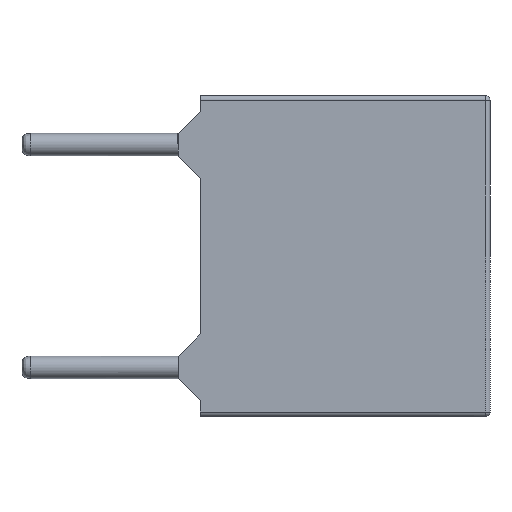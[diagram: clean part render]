
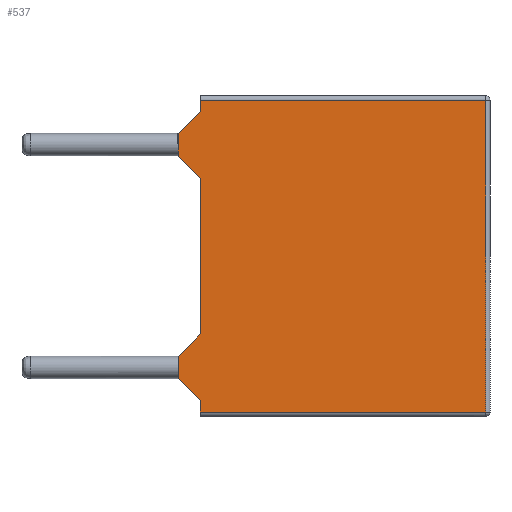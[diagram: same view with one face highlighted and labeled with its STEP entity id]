
A CAD part, front view. The second image highlights one B-rep face of the part: STEP entity #537.
In plain terms, the highlighted planar face has unit normal (0, -1, 0).
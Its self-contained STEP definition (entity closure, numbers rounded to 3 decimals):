
#16=PLANE('',#1220);
#59=B_SPLINE_CURVE_WITH_KNOTS('',1,(#1676,#1677),.UNSPECIFIED.,.F.,.F.,
(2,2),(0.,3.488),.UNSPECIFIED.);
#60=B_SPLINE_CURVE_WITH_KNOTS('',1,(#1678,#1679),.UNSPECIFIED.,.F.,.F.,
(2,2),(0.,0.707),.UNSPECIFIED.);
#61=B_SPLINE_CURVE_WITH_KNOTS('',1,(#1680,#1681),.UNSPECIFIED.,.F.,.F.,
(2,2),(0.,0.501),.UNSPECIFIED.);
#62=B_SPLINE_CURVE_WITH_KNOTS('',1,(#1682,#1683),.UNSPECIFIED.,.F.,.F.,
(2,2),(-0.707,0.),.UNSPECIFIED.);
#63=B_SPLINE_CURVE_WITH_KNOTS('',1,(#1684,#1685),.UNSPECIFIED.,.F.,.F.,
(2,2),(-0.25,0.),.UNSPECIFIED.);
#64=B_SPLINE_CURVE_WITH_KNOTS('',1,(#1686,#1687),.UNSPECIFIED.,.F.,.F.,
(2,2),(0.,6.4),.UNSPECIFIED.);
#65=B_SPLINE_CURVE_WITH_KNOTS('',1,(#1688,#1689),.UNSPECIFIED.,.F.,.F.,
(2,2),(0.,7.),.UNSPECIFIED.);
#66=B_SPLINE_CURVE_WITH_KNOTS('',1,(#1690,#1691),.UNSPECIFIED.,.F.,.F.,
(2,2),(0.,6.4),.UNSPECIFIED.);
#67=B_SPLINE_CURVE_WITH_KNOTS('',1,(#1692,#1693),.UNSPECIFIED.,.F.,.F.,
(2,2),(-0.25,0.),.UNSPECIFIED.);
#68=B_SPLINE_CURVE_WITH_KNOTS('',1,(#1694,#1695),.UNSPECIFIED.,.F.,.F.,
(2,2),(-0.707,0.),.UNSPECIFIED.);
#69=B_SPLINE_CURVE_WITH_KNOTS('',1,(#1696,#1697),.UNSPECIFIED.,.F.,.F.,
(2,2),(-0.511,0.),.UNSPECIFIED.);
#70=B_SPLINE_CURVE_WITH_KNOTS('',1,(#1698,#1699),.UNSPECIFIED.,.F.,.F.,
(2,2),(0.,0.707),.UNSPECIFIED.);
#537=ADVANCED_FACE('',(#573),#16,.T.);
#573=FACE_OUTER_BOUND('',#609,.T.);
#609=EDGE_LOOP('',(#685,#686,#687,#688,#689,#690,#691,#692,#693,#694,#695,
#696));
#685=ORIENTED_EDGE('',*,*,#845,.T.);
#686=ORIENTED_EDGE('',*,*,#846,.T.);
#687=ORIENTED_EDGE('',*,*,#847,.T.);
#688=ORIENTED_EDGE('',*,*,#848,.T.);
#689=ORIENTED_EDGE('',*,*,#849,.T.);
#690=ORIENTED_EDGE('',*,*,#850,.T.);
#691=ORIENTED_EDGE('',*,*,#851,.T.);
#692=ORIENTED_EDGE('',*,*,#852,.T.);
#693=ORIENTED_EDGE('',*,*,#853,.T.);
#694=ORIENTED_EDGE('',*,*,#854,.T.);
#695=ORIENTED_EDGE('',*,*,#855,.T.);
#696=ORIENTED_EDGE('',*,*,#856,.T.);
#845=EDGE_CURVE('',#1065,#1066,#59,.T.);
#846=EDGE_CURVE('',#1066,#1067,#60,.T.);
#847=EDGE_CURVE('',#1067,#1068,#61,.T.);
#848=EDGE_CURVE('',#1068,#1069,#62,.T.);
#849=EDGE_CURVE('',#1069,#1070,#63,.T.);
#850=EDGE_CURVE('',#1070,#1071,#64,.T.);
#851=EDGE_CURVE('',#1071,#1072,#65,.T.);
#852=EDGE_CURVE('',#1072,#1073,#66,.T.);
#853=EDGE_CURVE('',#1073,#1074,#67,.T.);
#854=EDGE_CURVE('',#1074,#1075,#68,.T.);
#855=EDGE_CURVE('',#1075,#1076,#69,.T.);
#856=EDGE_CURVE('',#1076,#1065,#70,.T.);
#1065=VERTEX_POINT('',#1664);
#1066=VERTEX_POINT('',#1665);
#1067=VERTEX_POINT('',#1666);
#1068=VERTEX_POINT('',#1667);
#1069=VERTEX_POINT('',#1668);
#1070=VERTEX_POINT('',#1669);
#1071=VERTEX_POINT('',#1670);
#1072=VERTEX_POINT('',#1671);
#1073=VERTEX_POINT('',#1672);
#1074=VERTEX_POINT('',#1673);
#1075=VERTEX_POINT('',#1674);
#1076=VERTEX_POINT('',#1675);
#1220=AXIS2_PLACEMENT_3D('',#1663,#1239,$);
#1239=DIRECTION('',(0.,-1.,0.));
#1663=CARTESIAN_POINT('',(-0.19,-1.1,1.7));
#1664=CARTESIAN_POINT('',(1.,-1.1,-0.761));
#1665=CARTESIAN_POINT('',(1.,-1.1,-4.249));
#1666=CARTESIAN_POINT('',(0.5,-1.1,-4.749));
#1667=CARTESIAN_POINT('',(0.5,-1.1,-5.25));
#1668=CARTESIAN_POINT('',(1.,-1.1,-5.75));
#1669=CARTESIAN_POINT('',(1.,-1.1,-6.));
#1670=CARTESIAN_POINT('',(7.4,-1.1,-6.));
#1671=CARTESIAN_POINT('',(7.4,-1.1,1.));
#1672=CARTESIAN_POINT('',(1.,-1.1,1.));
#1673=CARTESIAN_POINT('',(1.,-1.1,0.75));
#1674=CARTESIAN_POINT('',(0.5,-1.1,0.25));
#1675=CARTESIAN_POINT('',(0.5,-1.1,-0.261));
#1676=CARTESIAN_POINT('',(1.,-1.1,-0.761));
#1677=CARTESIAN_POINT('',(1.,-1.1,-4.249));
#1678=CARTESIAN_POINT('',(1.,-1.1,-4.249));
#1679=CARTESIAN_POINT('',(0.5,-1.1,-4.749));
#1680=CARTESIAN_POINT('',(0.5,-1.1,-4.749));
#1681=CARTESIAN_POINT('',(0.5,-1.1,-5.25));
#1682=CARTESIAN_POINT('',(0.5,-1.1,-5.25));
#1683=CARTESIAN_POINT('',(1.,-1.1,-5.75));
#1684=CARTESIAN_POINT('',(1.,-1.1,-5.75));
#1685=CARTESIAN_POINT('',(1.,-1.1,-6.));
#1686=CARTESIAN_POINT('',(1.,-1.1,-6.));
#1687=CARTESIAN_POINT('',(7.4,-1.1,-6.));
#1688=CARTESIAN_POINT('',(7.4,-1.1,-6.));
#1689=CARTESIAN_POINT('',(7.4,-1.1,1.));
#1690=CARTESIAN_POINT('',(7.4,-1.1,1.));
#1691=CARTESIAN_POINT('',(1.,-1.1,1.));
#1692=CARTESIAN_POINT('',(1.,-1.1,1.));
#1693=CARTESIAN_POINT('',(1.,-1.1,0.75));
#1694=CARTESIAN_POINT('',(1.,-1.1,0.75));
#1695=CARTESIAN_POINT('',(0.5,-1.1,0.25));
#1696=CARTESIAN_POINT('',(0.5,-1.1,0.25));
#1697=CARTESIAN_POINT('',(0.5,-1.1,-0.261));
#1698=CARTESIAN_POINT('',(0.5,-1.1,-0.261));
#1699=CARTESIAN_POINT('',(1.,-1.1,-0.761));
